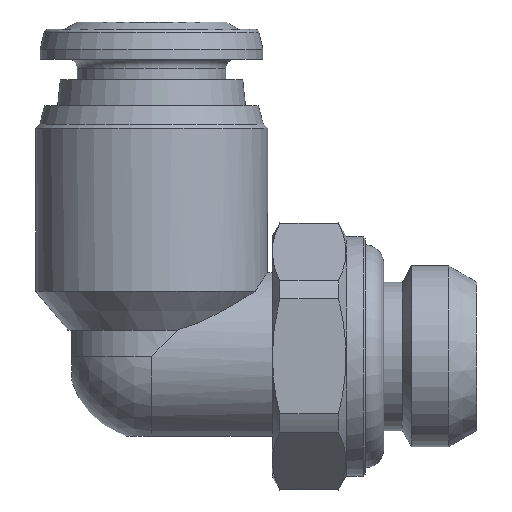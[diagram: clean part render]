
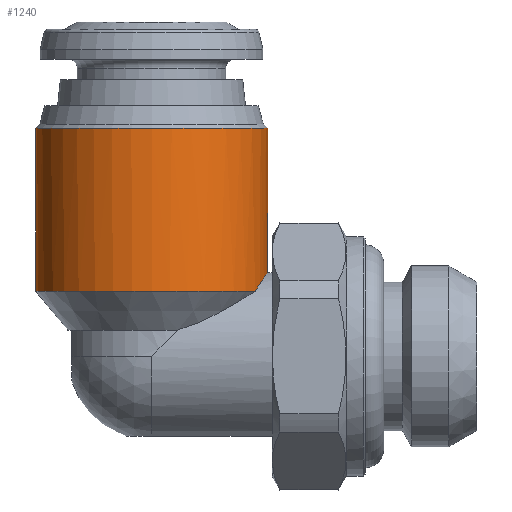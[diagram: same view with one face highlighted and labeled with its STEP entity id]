
A CAD part, left-side view. The second image highlights one B-rep face of the part: STEP entity #1240.
In plain terms, the highlighted cylindrical face has radius 6.25 mm (diameter 12.5 mm), a full revolution.
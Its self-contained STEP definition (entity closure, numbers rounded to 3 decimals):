
#61=B_SPLINE_CURVE_WITH_KNOTS('',3,(#1707,#1708,#1709,#1710,#1711,#1712,
#1713),.UNSPECIFIED.,.F.,.F.,(4,1,1,1,4),(0.,0.002,0.003,
0.005,0.006),.UNSPECIFIED.);
#130=CIRCLE('',#1295,6.25);
#160=CIRCLE('',#1351,6.25);
#301=ORIENTED_EDGE('',*,*,#408,.F.);
#302=ORIENTED_EDGE('',*,*,#401,.T.);
#303=ORIENTED_EDGE('',*,*,#471,.T.);
#401=EDGE_CURVE('',#505,#504,#61,.T.);
#408=EDGE_CURVE('',#505,#504,#130,.T.);
#471=EDGE_CURVE('',#550,#550,#160,.T.);
#504=VERTEX_POINT('',#1706);
#505=VERTEX_POINT('',#1714);
#550=VERTEX_POINT('',#1920);
#614=EDGE_LOOP('',(#301,#302));
#615=EDGE_LOOP('',(#303));
#709=FACE_BOUND('',#614,.T.);
#710=FACE_BOUND('',#615,.T.);
#776=CYLINDRICAL_SURFACE('',#1350,6.25);
#1240=ADVANCED_FACE('',(#709,#710),#776,.T.);
#1295=AXIS2_PLACEMENT_3D('',#1730,#1443,#1444);
#1350=AXIS2_PLACEMENT_3D('',#1918,#1568,#1569);
#1351=AXIS2_PLACEMENT_3D('',#1919,#1570,#1571);
#1443=DIRECTION('',(0.,0.,-1.));
#1444=DIRECTION('',(-1.,0.,0.));
#1568=DIRECTION('',(0.,0.,-1.));
#1569=DIRECTION('',(-1.,0.,0.));
#1570=DIRECTION('',(0.,0.,-1.));
#1571=DIRECTION('',(-1.,0.,0.));
#1706=CARTESIAN_POINT('',(2.828,11.927,3.5));
#1707=CARTESIAN_POINT('',(-2.828,11.927,3.5));
#1708=CARTESIAN_POINT('',(-2.446,11.733,3.809));
#1709=CARTESIAN_POINT('',(-1.574,11.389,4.309));
#1710=CARTESIAN_POINT('',(-0.005,11.181,4.595));
#1711=CARTESIAN_POINT('',(1.568,11.387,4.312));
#1712=CARTESIAN_POINT('',(2.445,11.732,3.81));
#1713=CARTESIAN_POINT('',(2.828,11.927,3.5));
#1714=CARTESIAN_POINT('',(-2.828,11.927,3.5));
#1730=CARTESIAN_POINT('',(0.,17.5,3.5));
#1918=CARTESIAN_POINT('',(0.,17.5,0.));
#1919=CARTESIAN_POINT('',(0.,17.5,12.268));
#1920=CARTESIAN_POINT('',(-6.25,17.5,12.268));
